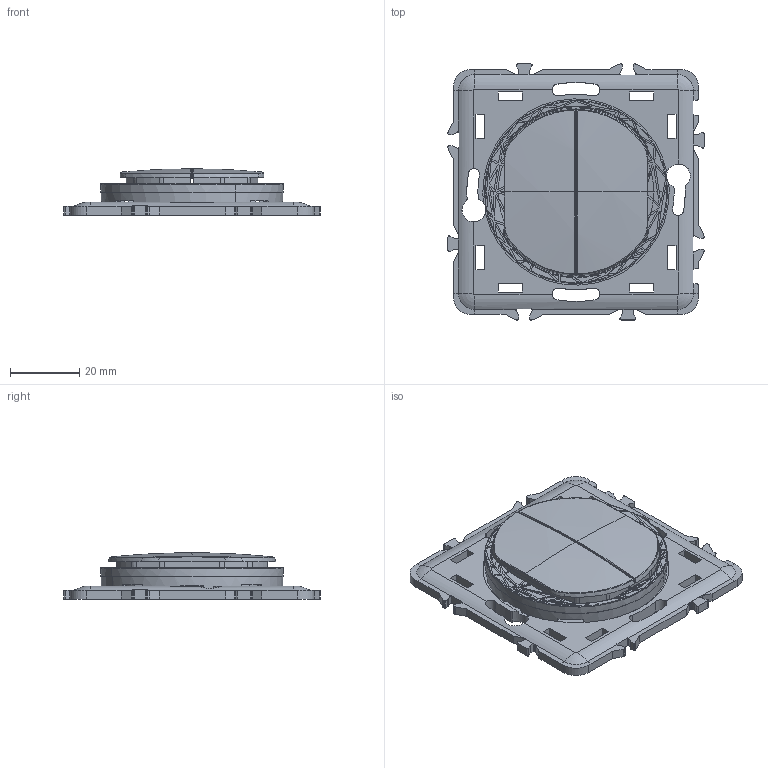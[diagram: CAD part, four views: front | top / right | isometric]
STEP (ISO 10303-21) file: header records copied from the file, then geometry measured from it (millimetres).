
FILE_DESCRIPTION(('CATIA V5 STEP Exchange','CAx-IF Rec.Pracs.--- Model Styling and Organization---1.5--- 2016-08-15','CAx-IF Rec.Pracs.---Supplemental Geometry---1.0---2011-11-01','CAx-IF Rec.Pracs.--- Composite Materials ---1.1---2010-07-15'),'2;1');
FILE_NAME('CB0421-S.stp','2023-07-12T07:30:47+00:00',('none'),('none'),'CATIA Version 5-6 Release 2020 SP6','CATIA V5 STEP AP214 v2','none');
FILE_SCHEMA(('AUTOMOTIVE_DESIGN { 1 0 10303 214 1 1 1 1 }'));
Products named in the file (6): CB0421 ; GH01307BA; EG03121BA; EE02140AA; EB03980AA; PCBA AF.1
Assembly tree (7 placements, depth 2):
  CB0421 
    GH01307BA
    EG03121BA
    EE02140AA  x3
    EB03980AA
    PCBA AF.1
Bounding box: 74.1 x 74.1 x 13.46 mm (x, y, z)
Surface area: 23803.4 mm2 (no closed solid volume)
Topology: 0 solids, 27 shells, 1228 faces, 3583 edges, 2381 vertices
Faces by surface type: plane 653, bspline 228, cylinder 199, cone 64, extrusion 44, revolution 26, sphere 10, torus 4
Entity records: 47005 total; most frequent: CARTESIAN_POINT 21982, ORIENTED_EDGE 6386, EDGE_CURVE 3241, DIRECTION 3075, VERTEX_POINT 2165, B_SPLINE_CURVE_WITH_KNOTS 1484, VECTOR 1447, LINE 1403
